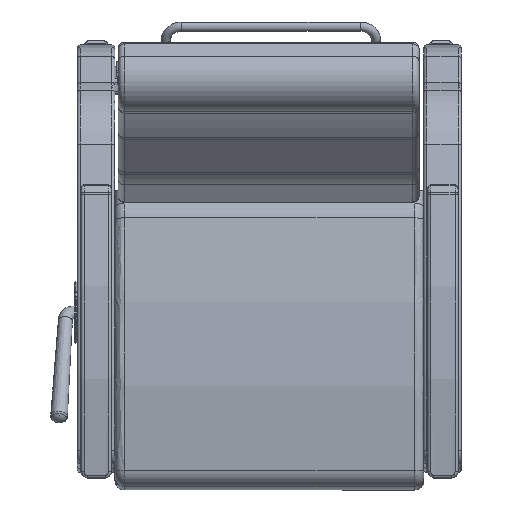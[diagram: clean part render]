
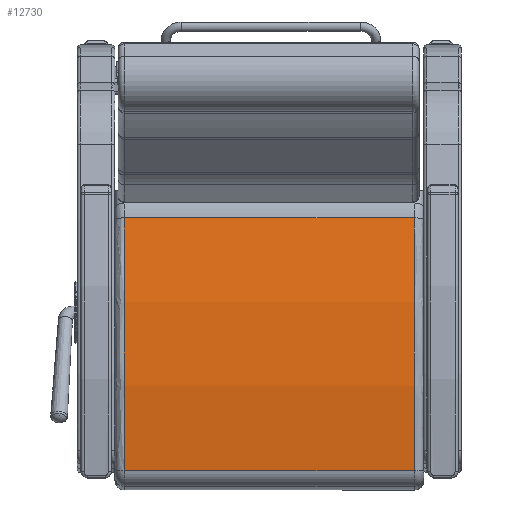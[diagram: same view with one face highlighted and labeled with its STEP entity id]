
A CAD part, front view. The second image highlights one B-rep face of the part: STEP entity #12730.
In plain terms, the highlighted free-form (B-spline) face has degree [1, 2] with [2, 3] control points.
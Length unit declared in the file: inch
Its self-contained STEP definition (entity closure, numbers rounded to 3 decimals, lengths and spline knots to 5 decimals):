
#317=(
BOUNDED_SURFACE()
B_SPLINE_SURFACE(1,2,((#20392,#20393,#20394),(#20395,#20396,#20397)),
 .UNSPECIFIED.,.F.,.F.,.F.)
B_SPLINE_SURFACE_WITH_KNOTS((2,2),(3,3),(-0.19254,0.19254),
(1.36178,1.69928),.UNSPECIFIED.)
GEOMETRIC_REPRESENTATION_ITEM()
RATIONAL_B_SPLINE_SURFACE(((1.,0.986,1.),(1.,0.986,
1.)))
REPRESENTATION_ITEM('')
SURFACE()
);
#590=ELLIPSE('',#13934,60.05357,60.);
#600=ELLIPSE('',#13962,60.05357,60.);
#1301=FACE_OUTER_BOUND('',#2155,.T.);
#2155=EDGE_LOOP('',(#8751,#8752,#8753,#8754));
#3119=LINE('',#20390,#3932);
#3120=LINE('',#20399,#3933);
#3932=VECTOR('',#15863,0.3937);
#3933=VECTOR('',#15866,0.3937);
#5578=VERTEX_POINT('',#20182);
#5579=VERTEX_POINT('',#20183);
#5604=VERTEX_POINT('',#20389);
#5605=VERTEX_POINT('',#20398);
#6775=EDGE_CURVE('',#5578,#5579,#590,.T.);
#6813=EDGE_CURVE('',#5579,#5604,#3119,.T.);
#6815=EDGE_CURVE('',#5578,#5605,#3120,.T.);
#6816=EDGE_CURVE('',#5604,#5605,#600,.T.);
#8751=ORIENTED_EDGE('',*,*,#6775,.F.);
#8752=ORIENTED_EDGE('',*,*,#6815,.T.);
#8753=ORIENTED_EDGE('',*,*,#6816,.F.);
#8754=ORIENTED_EDGE('',*,*,#6813,.F.);
#12730=ADVANCED_FACE('',(#1301),#317,.F.);
#13934=AXIS2_PLACEMENT_3D('',#20184,#15795,#15796);
#13962=AXIS2_PLACEMENT_3D('',#20400,#15867,#15868);
#15795=DIRECTION('center_axis',(0.,0.,-1.));
#15796=DIRECTION('ref_axis',(1.,0.,0.));
#15863=DIRECTION('',(0.,0.,1.));
#15866=DIRECTION('',(0.,0.,1.));
#15867=DIRECTION('center_axis',(0.,0.,1.));
#15868=DIRECTION('ref_axis',(1.,0.,0.));
#20182=CARTESIAN_POINT('',(-10.04459,1.25621,-11.5625));
#20183=CARTESIAN_POINT('',(10.1114,0.44486,-11.5625));
#20184=CARTESIAN_POINT('Origin',(-2.34979,-58.24922,-11.5625));
#20389=CARTESIAN_POINT('',(10.1114,0.44486,11.5625));
#20390=CARTESIAN_POINT('',(10.1114,0.44486,0.));
#20392=CARTESIAN_POINT('Ctrl Pts',(10.1114,0.44486,-11.5625));
#20393=CARTESIAN_POINT('Ctrl Pts',(0.10258,2.56602,-11.5625));
#20394=CARTESIAN_POINT('Ctrl Pts',(-10.04459,1.25621,-11.5625));
#20395=CARTESIAN_POINT('Ctrl Pts',(10.1114,0.44486,11.5625));
#20396=CARTESIAN_POINT('Ctrl Pts',(0.10258,2.56602,11.5625));
#20397=CARTESIAN_POINT('Ctrl Pts',(-10.04459,1.25621,11.5625));
#20398=CARTESIAN_POINT('',(-10.04459,1.25621,11.5625));
#20399=CARTESIAN_POINT('',(-10.04459,1.25621,0.));
#20400=CARTESIAN_POINT('Origin',(-2.34979,-58.24922,11.5625));
